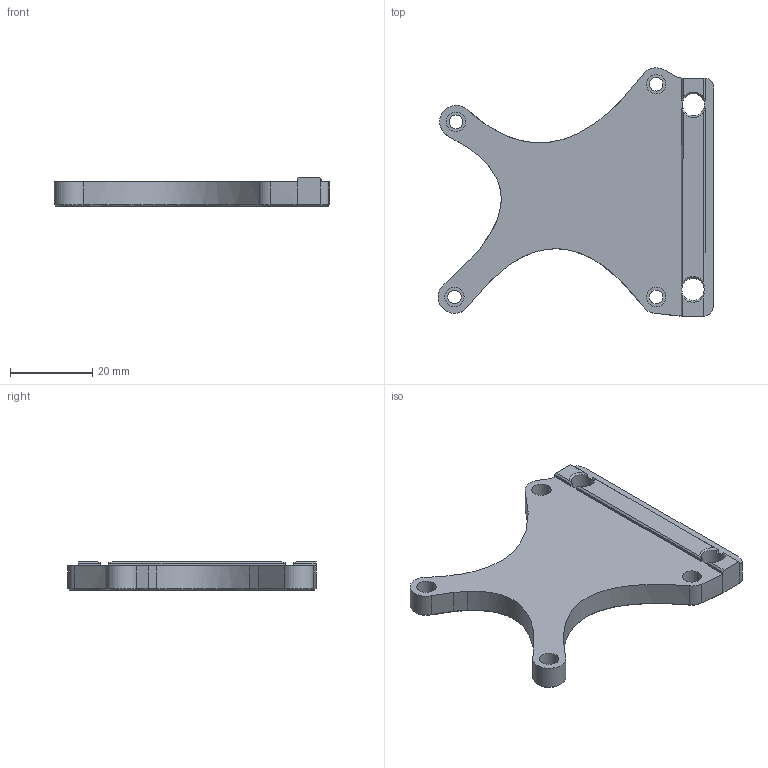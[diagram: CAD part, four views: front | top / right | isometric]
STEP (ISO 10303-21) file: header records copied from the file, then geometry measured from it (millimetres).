
FILE_DESCRIPTION(/* description */ (''),/* implementation_level */ '2;1');
FILE_NAME(/* name */ 'TinyFan_Extrusion_2pc_90_A.stp',/* time_stamp */ '2022-09-15T22:50:07+02:00',/* author */ ('Rama'),/* organization */ (''),/* preprocessor_version */ 'ST-DEVELOPER v19.2',/* originating_system */ 'Autodesk Inventor 2023',/* authorisation */ '');
FILE_SCHEMA (('AUTOMOTIVE_DESIGN { 1 0 10303 214 3 1 1 }'));
Length unit declared in the file: millimetre
Products named in the file (1): Extrusion_Mount
Bounding box: 67.19 x 60.47 x 7 mm (x, y, z)
Volume: 13959.2 mm3; surface area: 7265.2 mm2
Topology: 1 solids, 1 shells, 378 faces, 903 edges, 535 vertices
Faces by surface type: plane 244, bspline 96, cylinder 20, cone 18
Full cylindrical faces by diameter (mm): 3.3 x4, 4.7 x4, 5.4 x2
Entity records: 13016 total; most frequent: CARTESIAN_POINT 4945, ORIENTED_EDGE 1806, DIRECTION 1356, EDGE_CURVE 903, LINE 630, VECTOR 630, VERTEX_POINT 535, EDGE_LOOP 398
